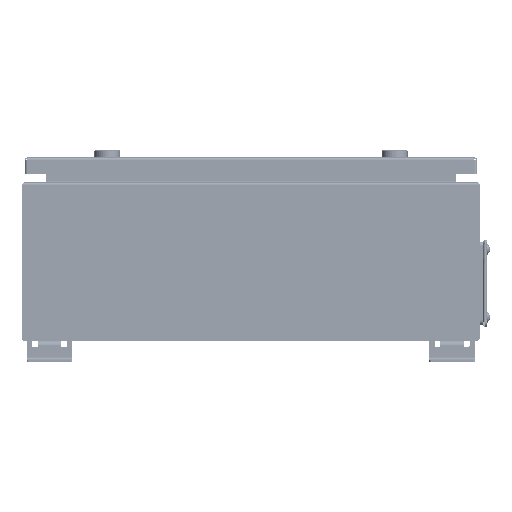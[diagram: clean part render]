
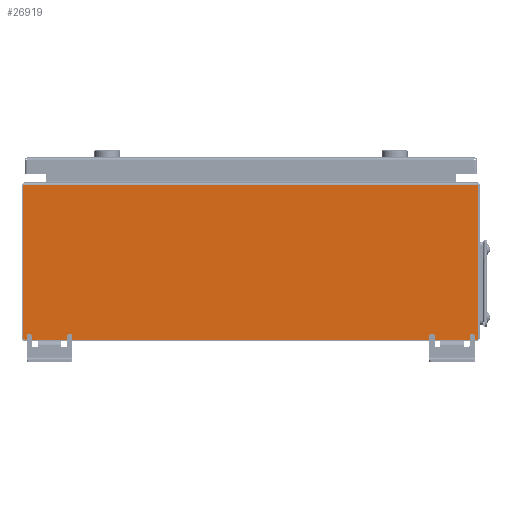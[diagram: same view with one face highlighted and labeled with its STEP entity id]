
A CAD part, left-side view. The second image highlights one B-rep face of the part: STEP entity #26919.
In plain terms, the highlighted planar face has unit normal (-1, 0, 0).
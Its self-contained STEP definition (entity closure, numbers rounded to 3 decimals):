
#126 = AXIS2_PLACEMENT_3D ( 'NONE', #53182, #66059, #1312 ) ;
#1312 = DIRECTION ( 'NONE',  ( 0., 0., 1. ) ) ;
#1440 = EDGE_CURVE ( 'NONE', #23714, #29426, #41549, .T. ) ;
#2588 = VERTEX_POINT ( 'NONE', #46999 ) ;
#5295 = ORIENTED_EDGE ( 'NONE', *, *, #40626, .F. ) ;
#5442 = VERTEX_POINT ( 'NONE', #55036 ) ;
#5696 = ORIENTED_EDGE ( 'NONE', *, *, #1440, .T. ) ;
#6794 = EDGE_CURVE ( 'NONE', #2588, #35784, #63121, .T. ) ;
#6860 = AXIS2_PLACEMENT_3D ( 'NONE', #7178, #65125, #36533 ) ;
#7178 = CARTESIAN_POINT ( 'NONE',  ( -1.5, 0., 0. ) ) ;
#7510 = CARTESIAN_POINT ( 'NONE',  ( -1.5, -250., -83.5 ) ) ;
#7938 = DIRECTION ( 'NONE',  ( 0., 0., 1. ) ) ;
#10904 = VECTOR ( 'NONE', #7938, 1000. ) ;
#11072 = CARTESIAN_POINT ( 'NONE',  ( -1.5, -250., 83.5 ) ) ;
#14317 = VECTOR ( 'NONE', #68121, 1000. ) ;
#16211 = ORIENTED_EDGE ( 'NONE', *, *, #6794, .T. ) ;
#16212 = CARTESIAN_POINT ( 'NONE',  ( -1.5, 247., -83.5 ) ) ;
#18260 = LINE ( 'NONE', #71607, #10904 ) ;
#18996 = FACE_OUTER_BOUND ( 'NONE', #63505, .T. ) ;
#19023 = DIRECTION ( 'NONE',  ( 0., 0., -1. ) ) ;
#21573 = CARTESIAN_POINT ( 'NONE',  ( -1.5, -250., -86.5 ) ) ;
#21638 = LINE ( 'NONE', #44951, #14317 ) ;
#23714 = VERTEX_POINT ( 'NONE', #45975 ) ;
#24655 = EDGE_CURVE ( 'NONE', #47716, #29426, #36556, .T. ) ;
#26919 = ADVANCED_FACE ( 'NONE', ( #18996 ), #41913, .T. ) ;
#28346 = EDGE_CURVE ( 'NONE', #47716, #5442, #21638, .T. ) ;
#28470 = DIRECTION ( 'NONE',  ( -1., 0., 0. ) ) ;
#29426 = VERTEX_POINT ( 'NONE', #7510 ) ;
#31566 = EDGE_CURVE ( 'NONE', #2588, #5442, #18260, .T. ) ;
#34789 = CARTESIAN_POINT ( 'NONE',  ( -1.5, 247., -86.5 ) ) ;
#35784 = VERTEX_POINT ( 'NONE', #34789 ) ;
#36533 = DIRECTION ( 'NONE',  ( 0., 0., 1. ) ) ;
#36556 = LINE ( 'NONE', #59818, #61273 ) ;
#40626 = EDGE_CURVE ( 'NONE', #23714, #35784, #75289, .T. ) ;
#41549 = CIRCLE ( 'NONE', #126, 3. ) ;
#41913 = PLANE ( 'NONE',  #6860 ) ;
#44951 = CARTESIAN_POINT ( 'NONE',  ( -1.5, -250., 83.5 ) ) ;
#45975 = CARTESIAN_POINT ( 'NONE',  ( -1.5, -247., -86.5 ) ) ;
#46999 = CARTESIAN_POINT ( 'NONE',  ( -1.5, 250., -83.5 ) ) ;
#47716 = VERTEX_POINT ( 'NONE', #11072 ) ;
#49273 = ORIENTED_EDGE ( 'NONE', *, *, #24655, .F. ) ;
#52098 = DIRECTION ( 'NONE',  ( 0., 1., 0. ) ) ;
#53182 = CARTESIAN_POINT ( 'NONE',  ( -1.5, -247., -83.5 ) ) ;
#53692 = ORIENTED_EDGE ( 'NONE', *, *, #31566, .F. ) ;
#55036 = CARTESIAN_POINT ( 'NONE',  ( -1.5, 250., 83.5 ) ) ;
#59818 = CARTESIAN_POINT ( 'NONE',  ( -1.5, -250., 86.5 ) ) ;
#61273 = VECTOR ( 'NONE', #19023, 1000. ) ;
#61888 = VECTOR ( 'NONE', #52098, 1000. ) ;
#63121 = CIRCLE ( 'NONE', #71614, 3. ) ;
#63505 = EDGE_LOOP ( 'NONE', ( #5295, #5696, #49273, #64092, #53692, #16211 ) ) ;
#64092 = ORIENTED_EDGE ( 'NONE', *, *, #28346, .T. ) ;
#65125 = DIRECTION ( 'NONE',  ( -1., 0., 0. ) ) ;
#66059 = DIRECTION ( 'NONE',  ( -1., 0., 0. ) ) ;
#68121 = DIRECTION ( 'NONE',  ( 0., 1., 0. ) ) ;
#71607 = CARTESIAN_POINT ( 'NONE',  ( -1.5, 250., 86.5 ) ) ;
#71614 = AXIS2_PLACEMENT_3D ( 'NONE', #16212, #28470, #74170 ) ;
#74170 = DIRECTION ( 'NONE',  ( 0., 0., 1. ) ) ;
#75289 = LINE ( 'NONE', #21573, #61888 ) ;
